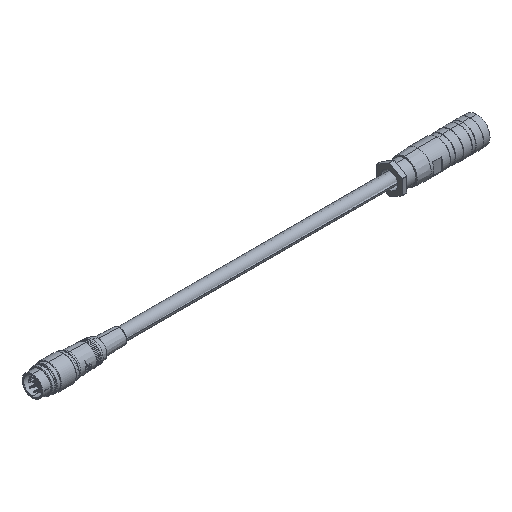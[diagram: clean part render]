
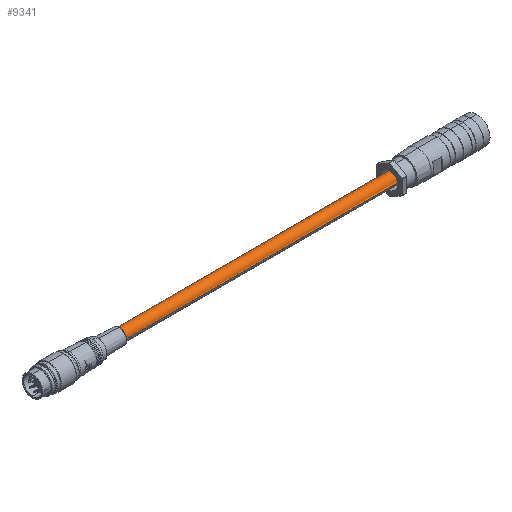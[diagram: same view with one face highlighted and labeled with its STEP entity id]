
A CAD part, isometric view. The second image highlights one B-rep face of the part: STEP entity #9341.
In plain terms, the highlighted cylindrical face has radius 3.95 mm (diameter 7.9 mm), a partial arc.
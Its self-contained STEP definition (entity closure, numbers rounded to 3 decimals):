
#1 = CARTESIAN_POINT ( 'NONE',  ( 243.725, 3.95, 0.517 ) ) ;
#324 = B_SPLINE_CURVE_WITH_KNOTS ( 'NONE', 3,
 ( #7485, #636, #686, #4355 ),
 .UNSPECIFIED., .F., .F.,
 ( 4, 4 ),
 ( 0., 1. ),
 .UNSPECIFIED. ) ;
#522 = B_SPLINE_CURVE_WITH_KNOTS ( 'NONE', 3,
 ( #8346, #6112, #1643, #4524, #4625, #8399, #6896, #2340, #1, #7552 ),
 .UNSPECIFIED., .F., .F.,
 ( 4, 2, 2, 2, 4 ),
 ( 0.5, 0.625, 0.75, 0.875, 1. ),
 .UNSPECIFIED. ) ;
#636 = CARTESIAN_POINT ( 'NONE',  ( 97.058, 3.95, 0. ) ) ;
#686 = CARTESIAN_POINT ( 'NONE',  ( 170.392, 3.95, 0. ) ) ;
#709 = CARTESIAN_POINT ( 'NONE',  ( 23.725, -3.95, 0. ) ) ;
#787 = ORIENTED_EDGE ( 'NONE', *, *, #9812, .T. ) ;
#808 = CARTESIAN_POINT ( 'NONE',  ( 243.725, 0., 3.95 ) ) ;
#855 = EDGE_CURVE ( 'NONE', #8634, #5243, #5439, .T. ) ;
#1061 = CARTESIAN_POINT ( 'NONE',  ( 23.725, 3.95, 0.517 ) ) ;
#1117 = CARTESIAN_POINT ( 'NONE',  ( 23.725, 1.989, 3.451 ) ) ;
#1140 = ORIENTED_EDGE ( 'NONE', *, *, #4916, .F. ) ;
#1359 = CARTESIAN_POINT ( 'NONE',  ( 23.725, 0., 0. ) ) ;
#1374 = ORIENTED_EDGE ( 'NONE', *, *, #855, .F. ) ;
#1452 = CARTESIAN_POINT ( 'NONE',  ( 243.725, -3.159, 2.427 ) ) ;
#1455 = CARTESIAN_POINT ( 'NONE',  ( 23.725, -3.159, 2.427 ) ) ;
#1545 = DIRECTION ( 'NONE',  ( 1., 0., 0. ) ) ;
#1546 = CARTESIAN_POINT ( 'NONE',  ( 243.725, -3.95, 0. ) ) ;
#1643 = CARTESIAN_POINT ( 'NONE',  ( 243.725, 1.034, 3.847 ) ) ;
#1967 = VERTEX_POINT ( 'NONE', #7443 ) ;
#2208 = CARTESIAN_POINT ( 'NONE',  ( 23.725, -3.95, 0. ) ) ;
#2250 = CARTESIAN_POINT ( 'NONE',  ( 243.725, -3.847, 1.034 ) ) ;
#2276 = ORIENTED_EDGE ( 'NONE', *, *, #2966, .T. ) ;
#2340 = CARTESIAN_POINT ( 'NONE',  ( 243.725, 3.847, 1.034 ) ) ;
#2389 = CARTESIAN_POINT ( 'NONE',  ( 243.725, -3.451, 1.989 ) ) ;
#2839 = FACE_OUTER_BOUND ( 'NONE', #3500, .T. ) ;
#2966 = EDGE_CURVE ( 'NONE', #8634, #6618, #8064, .T. ) ;
#2990 = CARTESIAN_POINT ( 'NONE',  ( 23.725, -1.989, 3.451 ) ) ;
#3212 = ORIENTED_EDGE ( 'NONE', *, *, #3992, .T. ) ;
#3500 = EDGE_LOOP ( 'NONE', ( #1374, #2276, #787, #1140, #3212 ) ) ;
#3588 = CARTESIAN_POINT ( 'NONE',  ( 23.725, -3.451, 1.989 ) ) ;
#3685 = CARTESIAN_POINT ( 'NONE',  ( 23.725, -0.517, 3.95 ) ) ;
#3992 = EDGE_CURVE ( 'NONE', #9272, #5243, #8487, .T. ) ;
#4087 = CARTESIAN_POINT ( 'NONE',  ( 23.725, 3.847, 1.034 ) ) ;
#4137 = CARTESIAN_POINT ( 'NONE',  ( 23.725, 3.159, 2.427 ) ) ;
#4332 = CARTESIAN_POINT ( 'NONE',  ( 23.725, -3.95, 0.517 ) ) ;
#4355 = CARTESIAN_POINT ( 'NONE',  ( 243.725, 3.95, 0. ) ) ;
#4478 = CARTESIAN_POINT ( 'NONE',  ( 23.725, 0.517, 3.95 ) ) ;
#4524 = CARTESIAN_POINT ( 'NONE',  ( 243.725, 1.989, 3.451 ) ) ;
#4625 = CARTESIAN_POINT ( 'NONE',  ( 243.725, 2.427, 3.159 ) ) ;
#4888 = CARTESIAN_POINT ( 'NONE',  ( 23.725, 3.451, 1.989 ) ) ;
#4916 = EDGE_CURVE ( 'NONE', #9272, #1967, #324, .T. ) ;
#5243 = VERTEX_POINT ( 'NONE', #8028 ) ;
#5275 = CARTESIAN_POINT ( 'NONE',  ( 243.725, -1.034, 3.847 ) ) ;
#5439 = B_SPLINE_CURVE_WITH_KNOTS ( 'NONE', 3,
 ( #9000, #5978, #6126, #2208 ),
 .UNSPECIFIED., .F., .F.,
 ( 4, 4 ),
 ( 0., 1. ),
 .UNSPECIFIED. ) ;
#5682 = AXIS2_PLACEMENT_3D ( 'NONE', #1359, #1545, #6611 ) ;
#5969 = CARTESIAN_POINT ( 'NONE',  ( 243.725, -1.989, 3.451 ) ) ;
#5978 = CARTESIAN_POINT ( 'NONE',  ( 170.392, -3.95, 0. ) ) ;
#6019 = CYLINDRICAL_SURFACE ( 'NONE', #5682, 3.95 ) ;
#6066 = CARTESIAN_POINT ( 'NONE',  ( 243.725, -2.427, 3.159 ) ) ;
#6112 = CARTESIAN_POINT ( 'NONE',  ( 243.725, 0.517, 3.95 ) ) ;
#6126 = CARTESIAN_POINT ( 'NONE',  ( 97.058, -3.95, 0. ) ) ;
#6611 = DIRECTION ( 'NONE',  ( 0., -1., 0. ) ) ;
#6618 = VERTEX_POINT ( 'NONE', #8877 ) ;
#6760 = CARTESIAN_POINT ( 'NONE',  ( 23.725, -3.847, 1.034 ) ) ;
#6896 = CARTESIAN_POINT ( 'NONE',  ( 243.725, 3.451, 1.989 ) ) ;
#7234 = CARTESIAN_POINT ( 'NONE',  ( 243.725, -4.475, 0. ) ) ;
#7443 = CARTESIAN_POINT ( 'NONE',  ( 243.725, 4.475, 0. ) ) ;
#7458 = CARTESIAN_POINT ( 'NONE',  ( 243.725, -0.517, 3.95 ) ) ;
#7485 = CARTESIAN_POINT ( 'NONE',  ( 23.725, 3.95, 0. ) ) ;
#7552 = CARTESIAN_POINT ( 'NONE',  ( 243.725, 3.95, 0. ) ) ;
#7557 = CARTESIAN_POINT ( 'NONE',  ( 23.725, 1.034, 3.847 ) ) ;
#7914 = CARTESIAN_POINT ( 'NONE',  ( 23.725, 2.427, 3.159 ) ) ;
#8028 = CARTESIAN_POINT ( 'NONE',  ( 23.725, -3.95, 0. ) ) ;
#8064 = B_SPLINE_CURVE_WITH_KNOTS ( 'NONE', 3,
 ( #1546, #9187, #2250, #2389, #1452, #6066, #5969, #5275, #7458, #808 ),
 .UNSPECIFIED., .F., .F.,
 ( 4, 2, 2, 2, 4 ),
 ( 0., 0.125, 0.25, 0.375, 0.5 ),
 .UNSPECIFIED. ) ;
#8209 = CARTESIAN_POINT ( 'NONE',  ( 23.725, -2.427, 3.159 ) ) ;
#8257 = CARTESIAN_POINT ( 'NONE',  ( 23.725, -1.034, 3.847 ) ) ;
#8346 = CARTESIAN_POINT ( 'NONE',  ( 243.725, 0., 3.95 ) ) ;
#8399 = CARTESIAN_POINT ( 'NONE',  ( 243.725, 3.159, 2.427 ) ) ;
#8487 = B_SPLINE_CURVE_WITH_KNOTS ( 'NONE', 3,
 ( #8844, #1061, #4087, #4888, #4137, #7914, #1117, #7557, #4478, #3685, #8257, #2990, #8209, #1455, #3588, #6760, #4332, #709 ),
 .UNSPECIFIED., .F., .F.,
 ( 4, 2, 2, 2, 2, 2, 2, 2, 4 ),
 ( 0., 0.125, 0.25, 0.375, 0.5, 0.625, 0.75, 0.875, 1. ),
 .UNSPECIFIED. ) ;
#8634 = VERTEX_POINT ( 'NONE', #7234 ) ;
#8844 = CARTESIAN_POINT ( 'NONE',  ( 23.725, 3.95, 0. ) ) ;
#8877 = CARTESIAN_POINT ( 'NONE',  ( 243.725, 0., 4.475 ) ) ;
#9000 = CARTESIAN_POINT ( 'NONE',  ( 243.725, -3.95, 0. ) ) ;
#9187 = CARTESIAN_POINT ( 'NONE',  ( 243.725, -3.95, 0.517 ) ) ;
#9272 = VERTEX_POINT ( 'NONE', #9687 ) ;
#9341 = ADVANCED_FACE ( 'NONE', ( #2839 ), #6019, .T. ) ;
#9687 = CARTESIAN_POINT ( 'NONE',  ( 23.725, 3.95, 0. ) ) ;
#9812 = EDGE_CURVE ( 'NONE', #6618, #1967, #522, .T. ) ;
